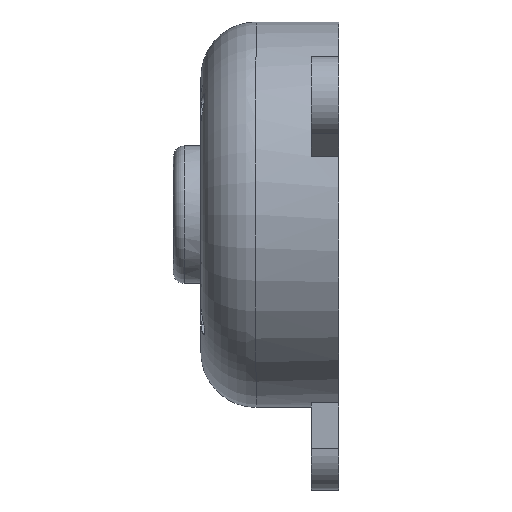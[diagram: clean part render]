
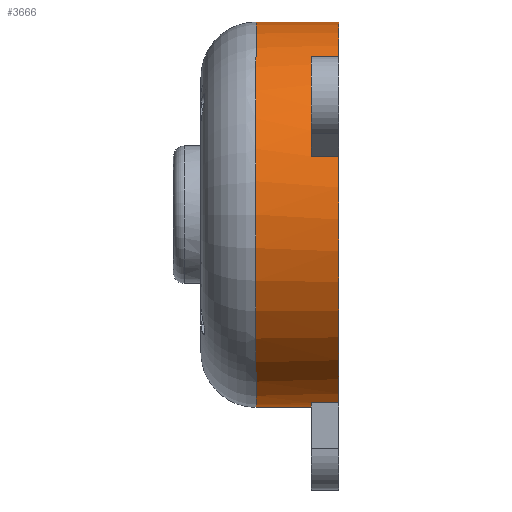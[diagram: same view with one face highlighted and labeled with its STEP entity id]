
A CAD part, left-side view. The second image highlights one B-rep face of the part: STEP entity #3666.
In plain terms, the highlighted cylindrical face has radius 88.9 mm (diameter 177.8 mm), a partial arc.
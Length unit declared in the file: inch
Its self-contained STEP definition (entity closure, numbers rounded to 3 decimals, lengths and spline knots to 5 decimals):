
#31 = VERTEX_POINT ( 'NONE', #970 ) ;
#61 = ORIENTED_EDGE ( 'NONE', *, *, #1901, .T. ) ;
#135 = CARTESIAN_POINT ( 'NONE',  ( 0., 0., 0. ) ) ;
#148 = ORIENTED_EDGE ( 'NONE', *, *, #279, .F. ) ;
#192 = CARTESIAN_POINT ( 'NONE',  ( 0., 0.5, -3.5 ) ) ;
#194 = EDGE_CURVE ( 'NONE', #3688, #2403, #3016, .T. ) ;
#235 = VERTEX_POINT ( 'NONE', #1377 ) ;
#278 = VECTOR ( 'NONE', #2210, 39.37008 ) ;
#279 = EDGE_CURVE ( 'NONE', #2682, #1818, #3647, .T. ) ;
#353 = VERTEX_POINT ( 'NONE', #358 ) ;
#354 = EDGE_CURVE ( 'NONE', #2589, #353, #1442, .T. ) ;
#358 = CARTESIAN_POINT ( 'NONE',  ( 0., 0., 3.5 ) ) ;
#371 = DIRECTION ( 'NONE',  ( 0., 1., 0. ) ) ;
#430 = ORIENTED_EDGE ( 'NONE', *, *, #354, .F. ) ;
#496 = DIRECTION ( 'NONE',  ( 0., -1., 0. ) ) ;
#506 = DIRECTION ( 'NONE',  ( 0., -1., 0. ) ) ;
#566 = CARTESIAN_POINT ( 'NONE',  ( 0., 1.5, 0. ) ) ;
#618 = DIRECTION ( 'NONE',  ( 0., 0., 1. ) ) ;
#670 = CARTESIAN_POINT ( 'NONE',  ( -3.33568, 0., 1.05983 ) ) ;
#755 = DIRECTION ( 'NONE',  ( 0., 0., 1. ) ) ;
#796 = CARTESIAN_POINT ( 'NONE',  ( 0., 0., 0. ) ) ;
#809 = VECTOR ( 'NONE', #496, 39.37008 ) ;
#816 = CIRCLE ( 'NONE', #1296, 3.5 ) ;
#863 = CYLINDRICAL_SURFACE ( 'NONE', #3501, 3.5 ) ;
#879 = CARTESIAN_POINT ( 'NONE',  ( -0.75, 0.5, -3.4187 ) ) ;
#913 = DIRECTION ( 'NONE',  ( 0., -1., 0. ) ) ;
#970 = CARTESIAN_POINT ( 'NONE',  ( -2.58568, 0.5, 2.35887 ) ) ;
#1024 = EDGE_CURVE ( 'NONE', #1577, #3688, #1291, .T. ) ;
#1040 = CIRCLE ( 'NONE', #3027, 3.5 ) ;
#1051 = VECTOR ( 'NONE', #2531, 39.37008 ) ;
#1056 = AXIS2_PLACEMENT_3D ( 'NONE', #566, #913, #1514 ) ;
#1103 = VECTOR ( 'NONE', #506, 39.37008 ) ;
#1105 = DIRECTION ( 'NONE',  ( 0., -1., 0. ) ) ;
#1233 = ORIENTED_EDGE ( 'NONE', *, *, #1024, .T. ) ;
#1291 = CIRCLE ( 'NONE', #3393, 3.5 ) ;
#1296 = AXIS2_PLACEMENT_3D ( 'NONE', #3039, #1339, #755 ) ;
#1328 = LINE ( 'NONE', #2801, #809 ) ;
#1339 = DIRECTION ( 'NONE',  ( 0., 1., 0. ) ) ;
#1377 = CARTESIAN_POINT ( 'NONE',  ( -2.58568, 0., 2.35887 ) ) ;
#1384 = CARTESIAN_POINT ( 'NONE',  ( 0., 2.5, -3.5 ) ) ;
#1442 = LINE ( 'NONE', #2284, #2371 ) ;
#1514 = DIRECTION ( 'NONE',  ( 0., 0., 1. ) ) ;
#1577 = VERTEX_POINT ( 'NONE', #192 ) ;
#1587 = EDGE_CURVE ( 'NONE', #31, #235, #1328, .T. ) ;
#1787 = ORIENTED_EDGE ( 'NONE', *, *, #3373, .T. ) ;
#1806 = EDGE_CURVE ( 'NONE', #2589, #2106, #2922, .T. ) ;
#1818 = VERTEX_POINT ( 'NONE', #670 ) ;
#1901 = EDGE_CURVE ( 'NONE', #235, #353, #2862, .T. ) ;
#1927 = CARTESIAN_POINT ( 'NONE',  ( -3.33568, 0.5, 1.05983 ) ) ;
#1949 = CARTESIAN_POINT ( 'NONE',  ( 0., 1.5, 3.5 ) ) ;
#1967 = ORIENTED_EDGE ( 'NONE', *, *, #2737, .T. ) ;
#1975 = EDGE_CURVE ( 'NONE', #2682, #31, #816, .T. ) ;
#1976 = CARTESIAN_POINT ( 'NONE',  ( -3.33568, 0.5, 1.05983 ) ) ;
#2011 = AXIS2_PLACEMENT_3D ( 'NONE', #135, #3292, #3548 ) ;
#2043 = DIRECTION ( 'NONE',  ( 0., 0., -1. ) ) ;
#2106 = VERTEX_POINT ( 'NONE', #2294 ) ;
#2115 = EDGE_LOOP ( 'NONE', ( #430, #2218, #1967, #1233, #3596, #1787, #148, #2187, #2206, #61 ) ) ;
#2187 = ORIENTED_EDGE ( 'NONE', *, *, #1975, .T. ) ;
#2206 = ORIENTED_EDGE ( 'NONE', *, *, #1587, .T. ) ;
#2210 = DIRECTION ( 'NONE',  ( 0., -1., 0. ) ) ;
#2218 = ORIENTED_EDGE ( 'NONE', *, *, #1806, .T. ) ;
#2284 = CARTESIAN_POINT ( 'NONE',  ( 0., 2.5, 3.5 ) ) ;
#2286 = FACE_OUTER_BOUND ( 'NONE', #2115, .T. ) ;
#2294 = CARTESIAN_POINT ( 'NONE',  ( 0., 1.5, -3.5 ) ) ;
#2349 = CARTESIAN_POINT ( 'NONE',  ( 0., 2.5, 0. ) ) ;
#2371 = VECTOR ( 'NONE', #1105, 39.37008 ) ;
#2381 = DIRECTION ( 'NONE',  ( 0., 0., 1. ) ) ;
#2403 = VERTEX_POINT ( 'NONE', #3358 ) ;
#2531 = DIRECTION ( 'NONE',  ( 0., -1., 0. ) ) ;
#2589 = VERTEX_POINT ( 'NONE', #1949 ) ;
#2682 = VERTEX_POINT ( 'NONE', #1976 ) ;
#2737 = EDGE_CURVE ( 'NONE', #2106, #1577, #2820, .T. ) ;
#2801 = CARTESIAN_POINT ( 'NONE',  ( -2.58568, 0.5, 2.35887 ) ) ;
#2820 = LINE ( 'NONE', #1384, #1051 ) ;
#2862 = CIRCLE ( 'NONE', #2011, 3.5 ) ;
#2922 = CIRCLE ( 'NONE', #1056, 3.5 ) ;
#2931 = CARTESIAN_POINT ( 'NONE',  ( 0., 0.5, 0. ) ) ;
#3016 = LINE ( 'NONE', #3602, #1103 ) ;
#3027 = AXIS2_PLACEMENT_3D ( 'NONE', #796, #3681, #618 ) ;
#3039 = CARTESIAN_POINT ( 'NONE',  ( 0., 0.5, 0. ) ) ;
#3292 = DIRECTION ( 'NONE',  ( 0., 1., 0. ) ) ;
#3358 = CARTESIAN_POINT ( 'NONE',  ( -0.75, 0., -3.4187 ) ) ;
#3373 = EDGE_CURVE ( 'NONE', #2403, #1818, #1040, .T. ) ;
#3393 = AXIS2_PLACEMENT_3D ( 'NONE', #2931, #371, #2381 ) ;
#3496 = DIRECTION ( 'NONE',  ( 0., -1., 0. ) ) ;
#3501 = AXIS2_PLACEMENT_3D ( 'NONE', #2349, #3496, #2043 ) ;
#3548 = DIRECTION ( 'NONE',  ( 0., 0., 1. ) ) ;
#3596 = ORIENTED_EDGE ( 'NONE', *, *, #194, .T. ) ;
#3602 = CARTESIAN_POINT ( 'NONE',  ( -0.75, 0.5, -3.4187 ) ) ;
#3647 = LINE ( 'NONE', #1927, #278 ) ;
#3666 = ADVANCED_FACE ( 'NONE', ( #2286 ), #863, .T. ) ;
#3681 = DIRECTION ( 'NONE',  ( 0., 1., 0. ) ) ;
#3688 = VERTEX_POINT ( 'NONE', #879 ) ;
